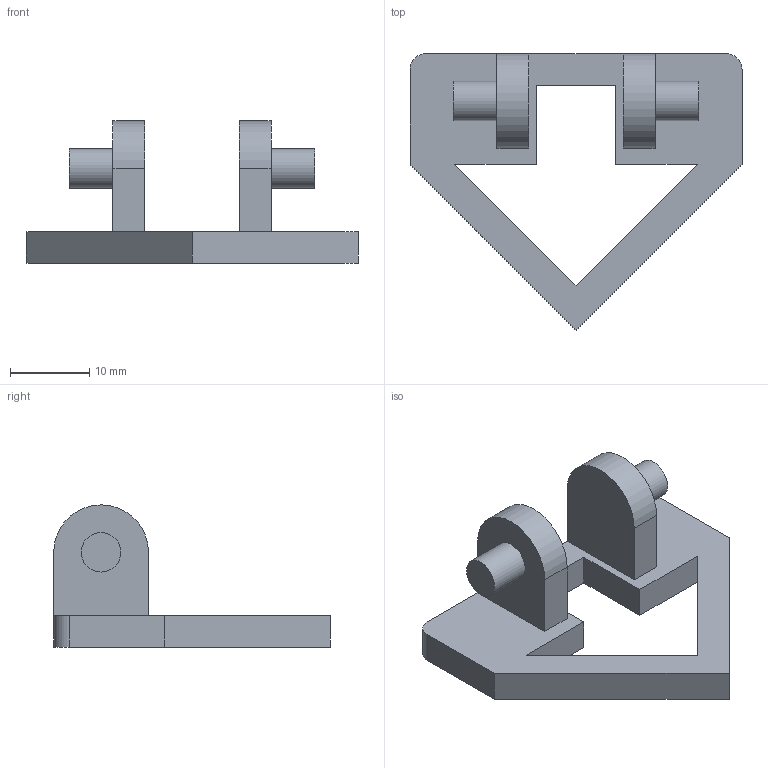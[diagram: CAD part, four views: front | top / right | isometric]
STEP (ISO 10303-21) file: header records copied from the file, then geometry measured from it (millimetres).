
FILE_DESCRIPTION(/* description */ (''),/* implementation_level */ '2;1');
FILE_NAME(/* name */ '02-2.stp',/* time_stamp */ '2021-09-12T10:00:00+09:00',/* author */ ('서울공업고등학교'),/* organization */ (''),/* preprocessor_version */ 'ST-DEVELOPER v18.1',/* originating_system */ 'Autodesk Inventor 2022',/* authorisation */ '');
FILE_SCHEMA (('AUTOMOTIVE_DESIGN { 1 0 10303 214 3 1 1 }'));
Length unit declared in the file: millimetre
Products named in the file (1): 02-2
Bounding box: 42 x 35 x 18 mm (x, y, z)
Volume: 4203.9 mm3; surface area: 3236.6 mm2
Topology: 1 solids, 1 shells, 28 faces, 72 edges, 48 vertices
Faces by surface type: plane 22, cylinder 6
Full cylindrical faces by diameter (mm): 5 x2
Entity records: 893 total; most frequent: CARTESIAN_POINT 149, ORIENTED_EDGE 144, DIRECTION 142, EDGE_CURVE 72, LINE 60, VECTOR 60, VERTEX_POINT 48, AXIS2_PLACEMENT_3D 41
